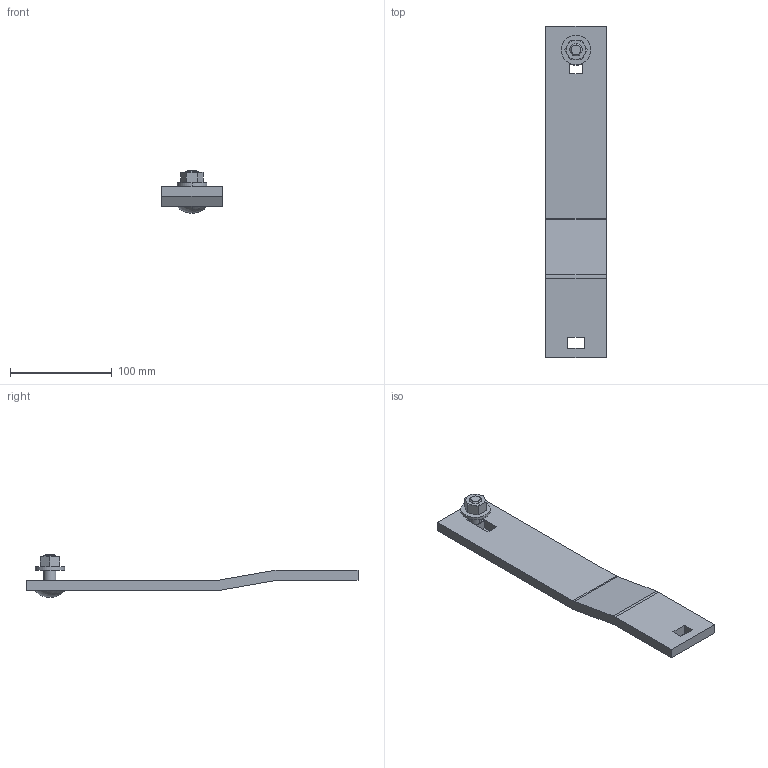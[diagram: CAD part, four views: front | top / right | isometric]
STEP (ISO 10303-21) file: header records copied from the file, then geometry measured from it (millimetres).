
FILE_DESCRIPTION(('STEP AP214'),'1');
FILE_NAME('cctmp_694B0F1E-776F-45F5-80A5-493BA059B56D_2024_05_23_13_28_00_0315..stp','2024-05-23T11:28:00',('SIEMENS A&D'),('CADClick - www.CADClick.com'),'Spatial InterOp 3D',' ','unknown authorization');
FILE_SCHEMA(('AUTOMOTIVE_DESIGN'));
Length unit declared in the file: millimetre
Products named in the file (5): cc_unnamed; 2024_05_23_13_28_00_0299; 2024_05_23_13_28_00_0268; 2024_05_23_13_28_00_0237; 2024_05_23_13_28_00_0167
Assembly tree (4 placements, depth 2):
  cc_unnamed
    2024_05_23_13_28_00_0299
    2024_05_23_13_28_00_0268
    2024_05_23_13_28_00_0237
    2024_05_23_13_28_00_0167
Bounding box: 60 x 326.72 x 42.15 mm (x, y, z)
Volume: 202208.4 mm3; surface area: 53306.5 mm2
Topology: 4 solids, 4 shells, 67 faces, 153 edges, 96 vertices
Faces by surface type: plane 35, cone 18, cylinder 12, sphere 2
Entity records: 2582 total; most frequent: CARTESIAN_POINT 417, DIRECTION 318, ORIENTED_EDGE 306, EDGE_CURVE 153, AXIS2_PLACEMENT_3D 117, VERTEX_POINT 96, LINE 84, VECTOR 84
